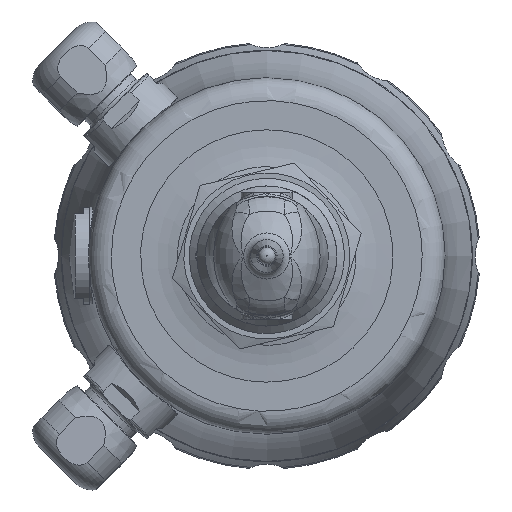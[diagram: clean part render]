
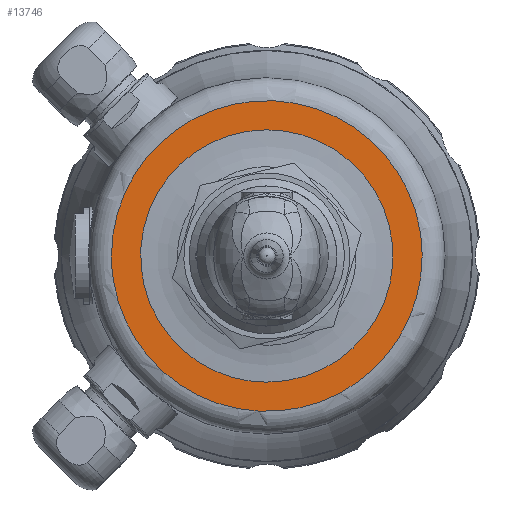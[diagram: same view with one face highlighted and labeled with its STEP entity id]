
A CAD part, left-side view. The second image highlights one B-rep face of the part: STEP entity #13746.
In plain terms, the highlighted planar face has unit normal (-1, 0, 0).
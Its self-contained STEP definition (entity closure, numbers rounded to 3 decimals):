
#146=(
BOUNDED_CURVE()
B_SPLINE_CURVE(3,(#21276,#21277,#21278,#21279,#21280,#21281,#21282,#21283,
#21284,#21285,#21286,#21287,#21288,#21289,#21290,#21291,#21292,#21293,#21294,
#21295,#21296,#21297,#21298,#21299),.UNSPECIFIED.,.F.,.F.)
B_SPLINE_CURVE_WITH_KNOTS((4,1,1,1,1,1,1,1,1,1,1,1,1,1,1,1,1,1,1,1,1,4),
(0.,0.047,0.094,0.142,0.19,
0.238,0.285,0.333,0.381,
0.428,0.476,0.524,0.572,0.619,
0.667,0.715,0.762,0.81,
0.858,0.906,0.953,1.),.UNSPECIFIED.)
CURVE()
GEOMETRIC_REPRESENTATION_ITEM()
RATIONAL_B_SPLINE_CURVE((1.,1.,1.,1.,1.,1.,1.,1.,1.,1.,1.,1.,1.,1.,1.,1.,
1.,1.,1.,1.,1.,1.,1.,1.))
REPRESENTATION_ITEM('')
);
#147=(
BOUNDED_CURVE()
B_SPLINE_CURVE(3,(#21302,#21303,#21304,#21305,#21306,#21307,#21308,#21309,
#21310,#21311,#21312,#21313,#21314,#21315,#21316,#21317,#21318,#21319,#21320,
#21321,#21322,#21323,#21324,#21325),.UNSPECIFIED.,.F.,.F.)
B_SPLINE_CURVE_WITH_KNOTS((4,1,1,1,1,1,1,1,1,1,1,1,1,1,1,1,1,1,1,1,1,4),
(0.,0.047,0.094,0.142,0.19,
0.238,0.285,0.333,0.381,
0.428,0.476,0.524,0.572,0.619,
0.667,0.715,0.762,0.81,
0.858,0.906,0.953,1.),.UNSPECIFIED.)
CURVE()
GEOMETRIC_REPRESENTATION_ITEM()
RATIONAL_B_SPLINE_CURVE((1.,1.,1.,1.,1.,1.,1.,1.,1.,1.,1.,1.,1.,1.,1.,1.,
1.,1.,1.,1.,1.,1.,1.,1.))
REPRESENTATION_ITEM('')
);
#148=(
BOUNDED_CURVE()
B_SPLINE_CURVE(3,(#21326,#21327,#21328,#21329,#21330,#21331,#21332,#21333,
#21334,#21335,#21336,#21337,#21338,#21339,#21340,#21341,#21342,#21343,#21344,
#21345,#21346,#21347,#21348,#21349,#21350),.UNSPECIFIED.,.F.,.F.)
B_SPLINE_CURVE_WITH_KNOTS((4,1,1,1,1,1,1,1,1,1,1,1,1,1,1,1,1,1,1,1,1,1,
4),(0.,0.045,0.091,0.136,0.182,
0.227,0.273,0.318,0.364,
0.409,0.455,0.5,0.545,
0.591,0.636,0.682,0.727,
0.773,0.818,0.864,0.909,
0.955,1.),.UNSPECIFIED.)
CURVE()
GEOMETRIC_REPRESENTATION_ITEM()
RATIONAL_B_SPLINE_CURVE((1.,1.,1.,1.,1.,1.,1.,1.,1.,1.,1.,1.,1.,1.,1.,1.,
1.,1.,1.,1.,1.,1.,1.,1.,1.))
REPRESENTATION_ITEM('')
);
#149=(
BOUNDED_CURVE()
B_SPLINE_CURVE(3,(#21353,#21354,#21355,#21356,#21357,#21358,#21359,#21360,
#21361,#21362,#21363,#21364,#21365,#21366,#21367,#21368,#21369,#21370,#21371,
#21372,#21373,#21374,#21375,#21376,#21377),.UNSPECIFIED.,.F.,.F.)
B_SPLINE_CURVE_WITH_KNOTS((4,1,1,1,1,1,1,1,1,1,1,1,1,1,1,1,1,1,1,1,1,1,
4),(0.,0.045,0.091,0.136,0.182,
0.227,0.273,0.318,0.364,
0.409,0.455,0.5,0.545,
0.591,0.636,0.682,0.727,
0.773,0.818,0.864,0.909,
0.955,1.),.UNSPECIFIED.)
CURVE()
GEOMETRIC_REPRESENTATION_ITEM()
RATIONAL_B_SPLINE_CURVE((1.,1.,1.,1.,1.,1.,1.,1.,1.,1.,1.,1.,1.,1.,1.,1.,
1.,1.,1.,1.,1.,1.,1.,1.,1.))
REPRESENTATION_ITEM('')
);
#2896=ORIENTED_EDGE('',*,*,#4982,.F.);
#2897=ORIENTED_EDGE('',*,*,#4983,.F.);
#2898=ORIENTED_EDGE('',*,*,#4984,.F.);
#2899=ORIENTED_EDGE('',*,*,#4985,.F.);
#4982=EDGE_CURVE('',#6148,#6149,#146,.T.);
#4983=EDGE_CURVE('',#6149,#6148,#147,.T.);
#4984=EDGE_CURVE('',#6150,#6151,#148,.T.);
#4985=EDGE_CURVE('',#6151,#6150,#149,.T.);
#6148=VERTEX_POINT('',#21300);
#6149=VERTEX_POINT('',#21301);
#6150=VERTEX_POINT('',#21351);
#6151=VERTEX_POINT('',#21352);
#7613=EDGE_LOOP('',(#2896,#2897));
#7614=EDGE_LOOP('',(#2898,#2899));
#8454=FACE_BOUND('',#7613,.T.);
#8455=FACE_BOUND('',#7614,.T.);
#8981=PLANE('',#14628);
#13746=ADVANCED_FACE('',(#8454,#8455),#8981,.F.);
#14628=AXIS2_PLACEMENT_3D('',#21275,#16513,#16514);
#16513=DIRECTION('',(1.,0.,0.));
#16514=DIRECTION('',(0.,-1.,0.));
#21275=CARTESIAN_POINT('',(-19.,-87.4,0.));
#21276=CARTESIAN_POINT('',(-19.,-87.4,-27.018));
#21277=CARTESIAN_POINT('',(-19.,-88.728,-27.017));
#21278=CARTESIAN_POINT('',(-19.,-91.375,-26.823));
#21279=CARTESIAN_POINT('',(-19.,-95.31,-25.94));
#21280=CARTESIAN_POINT('',(-19.,-99.099,-24.467));
#21281=CARTESIAN_POINT('',(-19.,-102.633,-22.437));
#21282=CARTESIAN_POINT('',(-19.,-105.816,-19.906));
#21283=CARTESIAN_POINT('',(-19.,-108.581,-16.935));
#21284=CARTESIAN_POINT('',(-19.,-110.871,-13.585));
#21285=CARTESIAN_POINT('',(-19.,-112.637,-9.927));
#21286=CARTESIAN_POINT('',(-19.,-113.837,-6.045));
#21287=CARTESIAN_POINT('',(-19.,-114.443,-2.029));
#21288=CARTESIAN_POINT('',(-19.,-114.443,2.032));
#21289=CARTESIAN_POINT('',(-19.,-113.836,6.048));
#21290=CARTESIAN_POINT('',(-19.,-112.636,9.93));
#21291=CARTESIAN_POINT('',(-19.,-110.869,13.588));
#21292=CARTESIAN_POINT('',(-19.,-108.579,16.938));
#21293=CARTESIAN_POINT('',(-19.,-105.814,19.909));
#21294=CARTESIAN_POINT('',(-19.,-102.63,22.439));
#21295=CARTESIAN_POINT('',(-19.,-99.095,24.468));
#21296=CARTESIAN_POINT('',(-19.,-95.307,25.941));
#21297=CARTESIAN_POINT('',(-19.,-91.373,26.823));
#21298=CARTESIAN_POINT('',(-19.,-88.727,27.017));
#21299=CARTESIAN_POINT('',(-19.,-87.4,27.018));
#21300=CARTESIAN_POINT('',(-19.,-87.4,-27.018));
#21301=CARTESIAN_POINT('',(-19.,-87.4,27.018));
#21302=CARTESIAN_POINT('',(-19.,-87.4,27.018));
#21303=CARTESIAN_POINT('',(-19.,-86.072,27.017));
#21304=CARTESIAN_POINT('',(-19.,-83.425,26.823));
#21305=CARTESIAN_POINT('',(-19.,-79.49,25.94));
#21306=CARTESIAN_POINT('',(-19.,-75.701,24.467));
#21307=CARTESIAN_POINT('',(-19.,-72.167,22.437));
#21308=CARTESIAN_POINT('',(-19.,-68.984,19.906));
#21309=CARTESIAN_POINT('',(-19.,-66.219,16.935));
#21310=CARTESIAN_POINT('',(-19.,-63.929,13.585));
#21311=CARTESIAN_POINT('',(-19.,-62.163,9.927));
#21312=CARTESIAN_POINT('',(-19.,-60.963,6.045));
#21313=CARTESIAN_POINT('',(-19.,-60.357,2.029));
#21314=CARTESIAN_POINT('',(-19.,-60.357,-2.032));
#21315=CARTESIAN_POINT('',(-19.,-60.964,-6.048));
#21316=CARTESIAN_POINT('',(-19.,-62.164,-9.93));
#21317=CARTESIAN_POINT('',(-19.,-63.931,-13.588));
#21318=CARTESIAN_POINT('',(-19.,-66.221,-16.938));
#21319=CARTESIAN_POINT('',(-19.,-68.986,-19.909));
#21320=CARTESIAN_POINT('',(-19.,-72.17,-22.439));
#21321=CARTESIAN_POINT('',(-19.,-75.705,-24.468));
#21322=CARTESIAN_POINT('',(-19.,-79.493,-25.941));
#21323=CARTESIAN_POINT('',(-19.,-83.427,-26.823));
#21324=CARTESIAN_POINT('',(-19.,-86.073,-27.017));
#21325=CARTESIAN_POINT('',(-19.,-87.4,-27.018));
#21326=CARTESIAN_POINT('',(-19.,-54.134,0.));
#21327=CARTESIAN_POINT('',(-19.,-54.135,1.589));
#21328=CARTESIAN_POINT('',(-19.,-54.358,4.732));
#21329=CARTESIAN_POINT('',(-19.,-55.367,9.386));
#21330=CARTESIAN_POINT('',(-19.,-57.028,13.848));
#21331=CARTESIAN_POINT('',(-19.,-59.309,18.032));
#21332=CARTESIAN_POINT('',(-19.,-62.163,21.848));
#21333=CARTESIAN_POINT('',(-19.,-65.531,25.219));
#21334=CARTESIAN_POINT('',(-19.,-69.345,28.076));
#21335=CARTESIAN_POINT('',(-19.,-73.527,30.36));
#21336=CARTESIAN_POINT('',(-19.,-77.991,32.026));
#21337=CARTESIAN_POINT('',(-19.,-82.647,33.04));
#21338=CARTESIAN_POINT('',(-19.,-87.4,33.38));
#21339=CARTESIAN_POINT('',(-19.,-92.153,33.04));
#21340=CARTESIAN_POINT('',(-19.,-96.809,32.026));
#21341=CARTESIAN_POINT('',(-19.,-101.273,30.36));
#21342=CARTESIAN_POINT('',(-19.,-105.455,28.075));
#21343=CARTESIAN_POINT('',(-19.,-109.269,25.219));
#21344=CARTESIAN_POINT('',(-19.,-112.637,21.848));
#21345=CARTESIAN_POINT('',(-19.,-115.491,18.032));
#21346=CARTESIAN_POINT('',(-19.,-117.772,13.848));
#21347=CARTESIAN_POINT('',(-19.,-119.433,9.386));
#21348=CARTESIAN_POINT('',(-19.,-120.442,4.732));
#21349=CARTESIAN_POINT('',(-19.,-120.665,1.589));
#21350=CARTESIAN_POINT('',(-19.,-120.666,0.));
#21351=CARTESIAN_POINT('',(-19.,-54.134,0.));
#21352=CARTESIAN_POINT('',(-19.,-120.666,0.));
#21353=CARTESIAN_POINT('',(-19.,-120.666,0.));
#21354=CARTESIAN_POINT('',(-19.,-120.665,-1.589));
#21355=CARTESIAN_POINT('',(-19.,-120.442,-4.732));
#21356=CARTESIAN_POINT('',(-19.,-119.433,-9.386));
#21357=CARTESIAN_POINT('',(-19.,-117.772,-13.848));
#21358=CARTESIAN_POINT('',(-19.,-115.491,-18.032));
#21359=CARTESIAN_POINT('',(-19.,-112.637,-21.848));
#21360=CARTESIAN_POINT('',(-19.,-109.269,-25.219));
#21361=CARTESIAN_POINT('',(-19.,-105.455,-28.076));
#21362=CARTESIAN_POINT('',(-19.,-101.273,-30.36));
#21363=CARTESIAN_POINT('',(-19.,-96.809,-32.026));
#21364=CARTESIAN_POINT('',(-19.,-92.153,-33.04));
#21365=CARTESIAN_POINT('',(-19.,-87.4,-33.38));
#21366=CARTESIAN_POINT('',(-19.,-82.647,-33.04));
#21367=CARTESIAN_POINT('',(-19.,-77.991,-32.026));
#21368=CARTESIAN_POINT('',(-19.,-73.527,-30.36));
#21369=CARTESIAN_POINT('',(-19.,-69.345,-28.075));
#21370=CARTESIAN_POINT('',(-19.,-65.531,-25.219));
#21371=CARTESIAN_POINT('',(-19.,-62.163,-21.848));
#21372=CARTESIAN_POINT('',(-19.,-59.309,-18.032));
#21373=CARTESIAN_POINT('',(-19.,-57.028,-13.848));
#21374=CARTESIAN_POINT('',(-19.,-55.367,-9.386));
#21375=CARTESIAN_POINT('',(-19.,-54.358,-4.732));
#21376=CARTESIAN_POINT('',(-19.,-54.135,-1.589));
#21377=CARTESIAN_POINT('',(-19.,-54.134,0.));
